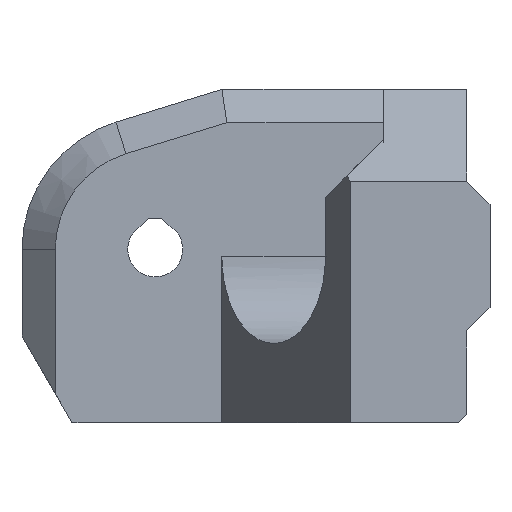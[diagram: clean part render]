
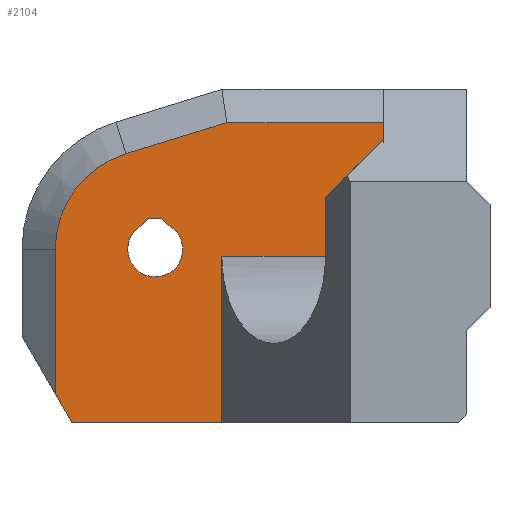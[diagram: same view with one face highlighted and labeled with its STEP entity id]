
A CAD part, front view. The second image highlights one B-rep face of the part: STEP entity #2104.
In plain terms, the highlighted planar face has unit normal (0, -1, 0).
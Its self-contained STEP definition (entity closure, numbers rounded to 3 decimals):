
#36=FACE_BOUND('',#206,.T.);
#51=CIRCLE('',#2253,6.);
#52=CIRCLE('',#2256,1.65);
#83=FACE_OUTER_BOUND('',#205,.T.);
#205=EDGE_LOOP('',(#1498,#1499,#1500,#1501,#1502,#1503,#1504,#1505,#1506));
#206=EDGE_LOOP('',(#1507,#1508,#1509,#1510));
#366=LINE('',#3046,#647);
#385=LINE('',#3094,#666);
#388=LINE('',#3101,#669);
#393=LINE('',#3113,#674);
#394=LINE('',#3116,#675);
#395=LINE('',#3118,#676);
#396=LINE('',#3120,#677);
#397=LINE('',#3121,#678);
#398=LINE('',#3126,#679);
#399=LINE('',#3128,#680);
#400=LINE('',#3129,#681);
#647=VECTOR('',#2448,10.);
#666=VECTOR('',#2493,10.);
#669=VECTOR('',#2498,10.);
#674=VECTOR('',#2511,10.);
#675=VECTOR('',#2514,10.);
#676=VECTOR('',#2515,10.);
#677=VECTOR('',#2516,10.);
#678=VECTOR('',#2517,10.);
#679=VECTOR('',#2520,10.);
#680=VECTOR('',#2521,10.);
#681=VECTOR('',#2522,10.);
#919=VERTEX_POINT('',#3043);
#920=VERTEX_POINT('',#3045);
#936=VERTEX_POINT('',#3093);
#938=VERTEX_POINT('',#3098);
#939=VERTEX_POINT('',#3100);
#941=VERTEX_POINT('',#3106);
#943=VERTEX_POINT('',#3115);
#944=VERTEX_POINT('',#3117);
#945=VERTEX_POINT('',#3119);
#946=VERTEX_POINT('',#3122);
#947=VERTEX_POINT('',#3123);
#948=VERTEX_POINT('',#3125);
#949=VERTEX_POINT('',#3127);
#1128=EDGE_CURVE('',#920,#919,#366,.T.);
#1152=EDGE_CURVE('',#936,#919,#385,.T.);
#1155=EDGE_CURVE('',#938,#939,#388,.T.);
#1160=EDGE_CURVE('',#939,#941,#51,.T.);
#1162=EDGE_CURVE('',#941,#936,#393,.T.);
#1163=EDGE_CURVE('',#943,#938,#394,.T.);
#1164=EDGE_CURVE('',#944,#943,#395,.T.);
#1165=EDGE_CURVE('',#944,#945,#396,.T.);
#1166=EDGE_CURVE('',#920,#945,#397,.T.);
#1167=EDGE_CURVE('',#946,#947,#52,.T.);
#1168=EDGE_CURVE('',#948,#946,#398,.T.);
#1169=EDGE_CURVE('',#949,#948,#399,.T.);
#1170=EDGE_CURVE('',#947,#949,#400,.T.);
#1498=ORIENTED_EDGE('',*,*,#1152,.F.);
#1499=ORIENTED_EDGE('',*,*,#1162,.F.);
#1500=ORIENTED_EDGE('',*,*,#1160,.F.);
#1501=ORIENTED_EDGE('',*,*,#1155,.F.);
#1502=ORIENTED_EDGE('',*,*,#1163,.F.);
#1503=ORIENTED_EDGE('',*,*,#1164,.F.);
#1504=ORIENTED_EDGE('',*,*,#1165,.T.);
#1505=ORIENTED_EDGE('',*,*,#1166,.F.);
#1506=ORIENTED_EDGE('',*,*,#1128,.T.);
#1507=ORIENTED_EDGE('',*,*,#1167,.F.);
#1508=ORIENTED_EDGE('',*,*,#1168,.F.);
#1509=ORIENTED_EDGE('',*,*,#1169,.F.);
#1510=ORIENTED_EDGE('',*,*,#1170,.F.);
#1992=PLANE('',#2255);
#2104=ADVANCED_FACE('',(#83,#36),#1992,.F.);
#2253=AXIS2_PLACEMENT_3D('',#3110,#2506,#2507);
#2255=AXIS2_PLACEMENT_3D('',#3114,#2512,#2513);
#2256=AXIS2_PLACEMENT_3D('',#3124,#2518,#2519);
#2448=DIRECTION('',(0.,0.,1.));
#2493=DIRECTION('',(1.,0.,0.));
#2498=DIRECTION('',(0.,0.,1.));
#2506=DIRECTION('center_axis',(0.,1.,0.));
#2507=DIRECTION('ref_axis',(-1.,0.,0.));
#2511=DIRECTION('',(0.956,0.,0.294));
#2512=DIRECTION('center_axis',(0.,1.,0.));
#2513=DIRECTION('ref_axis',(1.,0.,0.));
#2514=DIRECTION('',(-0.5,0.,0.866));
#2515=DIRECTION('',(-1.,0.,0.));
#2516=DIRECTION('',(0.,0.,1.));
#2517=DIRECTION('',(-1.,0.,0.));
#2518=DIRECTION('center_axis',(0.,-1.,0.));
#2519=DIRECTION('ref_axis',(1.,0.,0.));
#2520=DIRECTION('',(-0.707,0.,-0.707));
#2521=DIRECTION('',(-1.,0.,0.));
#2522=DIRECTION('',(-0.707,0.,0.707));
#3043=CARTESIAN_POINT('',(13.7,0.,7.6));
#3045=CARTESIAN_POINT('',(13.7,0.,-0.4));
#3046=CARTESIAN_POINT('',(13.7,0.,-10.4));
#3093=CARTESIAN_POINT('',(4.301,0.,7.6));
#3094=CARTESIAN_POINT('',(3.425,0.,7.6));
#3098=CARTESIAN_POINT('',(-6.,0.,-8.668));
#3100=CARTESIAN_POINT('',(-6.,0.,0.));
#3101=CARTESIAN_POINT('',(-6.,0.,-2.802));
#3106=CARTESIAN_POINT('',(-1.764,0.,5.735));
#3110=CARTESIAN_POINT('Origin',(0.,0.,0.));
#3113=CARTESIAN_POINT('',(-0.518,0.,6.118));
#3114=CARTESIAN_POINT('Origin',(2.85,0.,-0.4));
#3115=CARTESIAN_POINT('',(-5.,0.,-10.4));
#3116=CARTESIAN_POINT('',(-5.,0.,-10.4));
#3117=CARTESIAN_POINT('',(4.,0.,-10.4));
#3118=CARTESIAN_POINT('',(18.7,0.,-10.4));
#3119=CARTESIAN_POINT('',(4.,0.,-0.4));
#3120=CARTESIAN_POINT('',(4.,0.,-5.4));
#3121=CARTESIAN_POINT('',(13.7,0.,-0.4));
#3122=CARTESIAN_POINT('',(-0.825,0.,1.429));
#3123=CARTESIAN_POINT('',(0.825,0.,1.429));
#3124=CARTESIAN_POINT('Origin',(0.,0.,0.));
#3125=CARTESIAN_POINT('',(-0.403,0.,1.851));
#3126=CARTESIAN_POINT('',(-0.403,0.,1.851));
#3127=CARTESIAN_POINT('',(0.403,0.,1.851));
#3128=CARTESIAN_POINT('',(0.403,0.,1.851));
#3129=CARTESIAN_POINT('',(0.825,0.,1.429));
